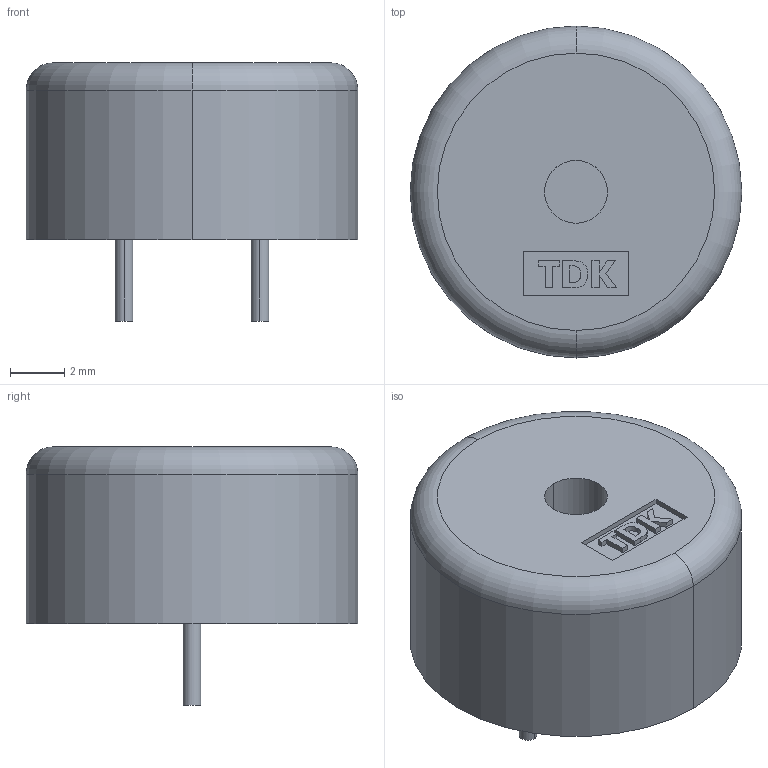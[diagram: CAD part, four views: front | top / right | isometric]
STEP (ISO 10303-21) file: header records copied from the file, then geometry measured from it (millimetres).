
FILE_DESCRIPTION(('FreeCAD Model'),'2;1');
FILE_NAME('PS1240P02BT003.step','2017-02-01T14:22:23',( 'Author'),(''),'Open CASCADE STEP processor 6.8','FreeCAD','Unknown' );
FILE_SCHEMA(('AUTOMOTIVE_DESIGN_CC2 { 1 2 10303 214 -1 1 5 4 }'));
Length unit declared in the file: millimetre
Products named in the file (2): ASSEMBLY; PS1240P02BT003
Assembly tree (1 placements, depth 2):
  ASSEMBLY
    PS1240P02BT003
Bounding box: 12.2 x 12.2 x 9.5 mm (x, y, z)
Volume: 725.6 mm3; surface area: 506.1 mm2
Topology: 3 solids, 3 shells, 60 faces, 139 edges, 92 vertices
Faces by surface type: plane 42, cylinder 10, bspline 6, torus 2
Entity records: 5788 total; most frequent: CARTESIAN_POINT 2605, DIRECTION 467, LINE 289, VECTOR 289, ORIENTED_EDGE 278, PCURVE 278, DEFINITIONAL_REPRESENTATION 278, EDGE_CURVE 139
